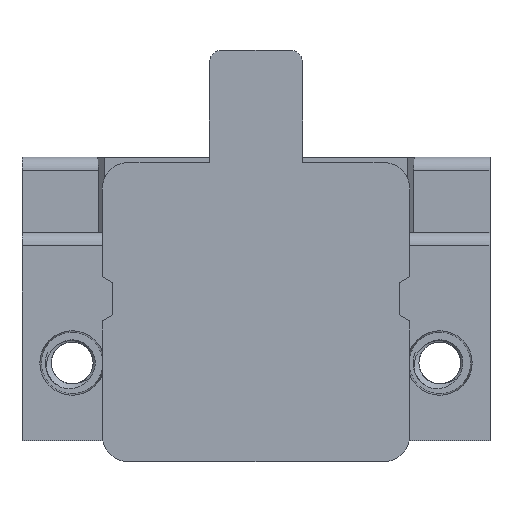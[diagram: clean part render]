
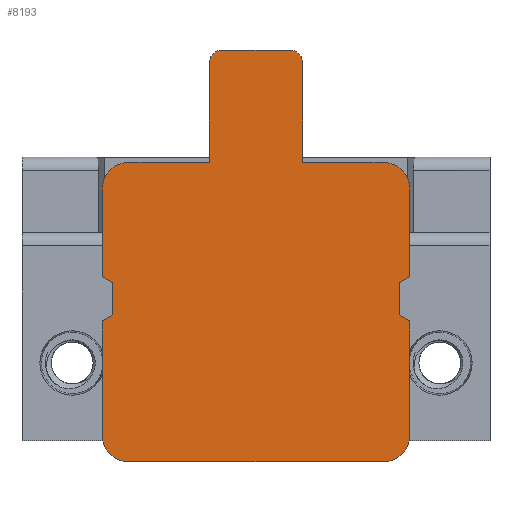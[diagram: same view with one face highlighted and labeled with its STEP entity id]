
A CAD part, front view. The second image highlights one B-rep face of the part: STEP entity #8193.
In plain terms, the highlighted planar face has unit normal (0, -1, 0).
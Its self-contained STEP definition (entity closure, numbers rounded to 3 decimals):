
#391=CIRCLE('',#8883,1.);
#392=CIRCLE('',#8884,0.5);
#393=CIRCLE('',#8885,0.5);
#394=CIRCLE('',#8886,1.);
#395=CIRCLE('',#8887,1.);
#396=CIRCLE('',#8888,1.);
#2489=ORIENTED_EDGE('',*,*,#3740,.F.);
#2490=ORIENTED_EDGE('',*,*,#3749,.F.);
#2491=ORIENTED_EDGE('',*,*,#3750,.T.);
#2492=ORIENTED_EDGE('',*,*,#3751,.F.);
#2493=ORIENTED_EDGE('',*,*,#3752,.F.);
#2494=ORIENTED_EDGE('',*,*,#3753,.T.);
#2495=ORIENTED_EDGE('',*,*,#3754,.T.);
#2496=ORIENTED_EDGE('',*,*,#3755,.T.);
#2497=ORIENTED_EDGE('',*,*,#3756,.T.);
#2498=ORIENTED_EDGE('',*,*,#3757,.T.);
#2499=ORIENTED_EDGE('',*,*,#3758,.T.);
#2500=ORIENTED_EDGE('',*,*,#3759,.T.);
#2501=ORIENTED_EDGE('',*,*,#3760,.T.);
#2502=ORIENTED_EDGE('',*,*,#3761,.T.);
#2503=ORIENTED_EDGE('',*,*,#3762,.T.);
#2504=ORIENTED_EDGE('',*,*,#3763,.T.);
#2505=ORIENTED_EDGE('',*,*,#3764,.T.);
#2506=ORIENTED_EDGE('',*,*,#3765,.F.);
#2507=ORIENTED_EDGE('',*,*,#3766,.T.);
#2508=ORIENTED_EDGE('',*,*,#3747,.F.);
#2509=ORIENTED_EDGE('',*,*,#3745,.F.);
#2510=ORIENTED_EDGE('',*,*,#3743,.F.);
#3740=EDGE_CURVE('',#4518,#4519,#5424,.T.);
#3743=EDGE_CURVE('',#4519,#4520,#5427,.T.);
#3745=EDGE_CURVE('',#4520,#4521,#5429,.T.);
#3747=EDGE_CURVE('',#4521,#4522,#5431,.T.);
#3749=EDGE_CURVE('',#4523,#4518,#5433,.T.);
#3750=EDGE_CURVE('',#4523,#4524,#391,.F.);
#3751=EDGE_CURVE('',#4525,#4524,#5434,.T.);
#3752=EDGE_CURVE('',#4526,#4525,#5435,.T.);
#3753=EDGE_CURVE('',#4526,#4527,#392,.F.);
#3754=EDGE_CURVE('',#4527,#4528,#5436,.T.);
#3755=EDGE_CURVE('',#4528,#4529,#393,.F.);
#3756=EDGE_CURVE('',#4529,#4530,#5437,.T.);
#3757=EDGE_CURVE('',#4530,#4531,#5438,.T.);
#3758=EDGE_CURVE('',#4531,#4532,#394,.F.);
#3759=EDGE_CURVE('',#4532,#4533,#5439,.T.);
#3760=EDGE_CURVE('',#4533,#4534,#5440,.T.);
#3761=EDGE_CURVE('',#4534,#4535,#5441,.T.);
#3762=EDGE_CURVE('',#4535,#4536,#5442,.T.);
#3763=EDGE_CURVE('',#4536,#4537,#5443,.T.);
#3764=EDGE_CURVE('',#4537,#4538,#395,.F.);
#3765=EDGE_CURVE('',#4539,#4538,#5444,.T.);
#3766=EDGE_CURVE('',#4539,#4522,#396,.F.);
#4518=VERTEX_POINT('',#14460);
#4519=VERTEX_POINT('',#14461);
#4520=VERTEX_POINT('',#14466);
#4521=VERTEX_POINT('',#14470);
#4522=VERTEX_POINT('',#14474);
#4523=VERTEX_POINT('',#14478);
#4524=VERTEX_POINT('',#14480);
#4525=VERTEX_POINT('',#14482);
#4526=VERTEX_POINT('',#14484);
#4527=VERTEX_POINT('',#14486);
#4528=VERTEX_POINT('',#14488);
#4529=VERTEX_POINT('',#14490);
#4530=VERTEX_POINT('',#14492);
#4531=VERTEX_POINT('',#14494);
#4532=VERTEX_POINT('',#14496);
#4533=VERTEX_POINT('',#14498);
#4534=VERTEX_POINT('',#14500);
#4535=VERTEX_POINT('',#14502);
#4536=VERTEX_POINT('',#14504);
#4537=VERTEX_POINT('',#14506);
#4538=VERTEX_POINT('',#14508);
#4539=VERTEX_POINT('',#14510);
#5424=LINE('',#14459,#6358);
#5427=LINE('',#14465,#6361);
#5429=LINE('',#14469,#6363);
#5431=LINE('',#14473,#6365);
#5433=LINE('',#14477,#6367);
#5434=LINE('',#14481,#6368);
#5435=LINE('',#14483,#6369);
#5436=LINE('',#14487,#6370);
#5437=LINE('',#14491,#6371);
#5438=LINE('',#14493,#6372);
#5439=LINE('',#14497,#6373);
#5440=LINE('',#14499,#6374);
#5441=LINE('',#14501,#6375);
#5442=LINE('',#14503,#6376);
#5443=LINE('',#14505,#6377);
#5444=LINE('',#14509,#6378);
#6358=VECTOR('',#10968,1000.);
#6361=VECTOR('',#10973,1000.);
#6363=VECTOR('',#10977,1000.);
#6365=VECTOR('',#10981,1000.);
#6367=VECTOR('',#10985,1000.);
#6368=VECTOR('',#10988,1000.);
#6369=VECTOR('',#10989,1000.);
#6370=VECTOR('',#10992,1000.);
#6371=VECTOR('',#10995,1000.);
#6372=VECTOR('',#10996,1000.);
#6373=VECTOR('',#10999,1000.);
#6374=VECTOR('',#11000,1000.);
#6375=VECTOR('',#11001,1000.);
#6376=VECTOR('',#11002,1000.);
#6377=VECTOR('',#11003,1000.);
#6378=VECTOR('',#11006,1000.);
#6902=EDGE_LOOP('',(#2489,#2490,#2491,#2492,#2493,#2494,#2495,#2496,#2497,
#2498,#2499,#2500,#2501,#2502,#2503,#2504,#2505,#2506,#2507,#2508,#2509,
#2510));
#7415=FACE_BOUND('',#6902,.T.);
#7756=PLANE('',#8882);
#8193=ADVANCED_FACE('',(#7415),#7756,.F.);
#8882=AXIS2_PLACEMENT_3D('',#14476,#10983,#10984);
#8883=AXIS2_PLACEMENT_3D('',#14479,#10986,#10987);
#8884=AXIS2_PLACEMENT_3D('',#14485,#10990,#10991);
#8885=AXIS2_PLACEMENT_3D('',#14489,#10993,#10994);
#8886=AXIS2_PLACEMENT_3D('',#14495,#10997,#10998);
#8887=AXIS2_PLACEMENT_3D('',#14507,#11004,#11005);
#8888=AXIS2_PLACEMENT_3D('',#14511,#11007,#11008);
#10968=DIRECTION('',(-0.867,0.,-0.498));
#10973=DIRECTION('',(0.,0.,-1.));
#10977=DIRECTION('',(0.867,0.,-0.498));
#10981=DIRECTION('',(0.,0.,-1.));
#10983=DIRECTION('',(0.,1.,0.));
#10984=DIRECTION('',(0.,0.,1.));
#10985=DIRECTION('',(0.,0.,-1.));
#10986=DIRECTION('',(0.,1.,0.));
#10987=DIRECTION('',(0.,0.,1.));
#10988=DIRECTION('',(1.,0.,0.));
#10989=DIRECTION('',(0.,0.,-1.));
#10990=DIRECTION('',(0.,1.,0.));
#10991=DIRECTION('',(0.,0.,1.));
#10992=DIRECTION('',(-1.,0.,0.));
#10993=DIRECTION('',(0.,1.,0.));
#10994=DIRECTION('',(0.,0.,1.));
#10995=DIRECTION('',(0.,0.,-1.));
#10996=DIRECTION('',(-1.,0.,0.));
#10997=DIRECTION('',(0.,1.,0.));
#10998=DIRECTION('',(0.,0.,1.));
#10999=DIRECTION('',(0.,0.,-1.));
#11000=DIRECTION('',(0.867,0.,-0.498));
#11001=DIRECTION('',(0.,0.,-1.));
#11002=DIRECTION('',(-0.867,0.,-0.498));
#11003=DIRECTION('',(0.,0.,-1.));
#11004=DIRECTION('',(0.,1.,0.));
#11005=DIRECTION('',(0.,0.,1.));
#11006=DIRECTION('',(-1.,0.,0.));
#11007=DIRECTION('',(0.,1.,0.));
#11008=DIRECTION('',(0.,0.,1.));
#14459=CARTESIAN_POINT('',(5.75,-0.5,-0.77));
#14460=CARTESIAN_POINT('',(5.75,-0.5,-0.77));
#14461=CARTESIAN_POINT('',(5.35,-0.5,-1.));
#14465=CARTESIAN_POINT('',(5.35,-0.5,7.7));
#14466=CARTESIAN_POINT('',(5.35,-0.5,-2.2));
#14469=CARTESIAN_POINT('',(5.35,-0.5,-2.2));
#14470=CARTESIAN_POINT('',(5.75,-0.5,-2.43));
#14473=CARTESIAN_POINT('',(5.75,-0.5,7.7));
#14474=CARTESIAN_POINT('',(5.75,-0.5,-6.7));
#14476=CARTESIAN_POINT('',(5.75,-0.5,7.7));
#14477=CARTESIAN_POINT('',(5.75,-0.5,7.7));
#14478=CARTESIAN_POINT('',(5.75,-0.5,2.5));
#14479=CARTESIAN_POINT('',(4.75,-0.5,2.5));
#14480=CARTESIAN_POINT('',(4.75,-0.5,3.5));
#14481=CARTESIAN_POINT('',(1.75,-0.5,3.5));
#14482=CARTESIAN_POINT('',(1.75,-0.5,3.5));
#14483=CARTESIAN_POINT('',(1.75,-0.5,7.7));
#14484=CARTESIAN_POINT('',(1.75,-0.5,7.2));
#14485=CARTESIAN_POINT('',(1.25,-0.5,7.2));
#14486=CARTESIAN_POINT('',(1.25,-0.5,7.7));
#14487=CARTESIAN_POINT('',(5.75,-0.5,7.7));
#14488=CARTESIAN_POINT('',(-1.25,-0.5,7.7));
#14489=CARTESIAN_POINT('',(-1.25,-0.5,7.2));
#14490=CARTESIAN_POINT('',(-1.75,-0.5,7.2));
#14491=CARTESIAN_POINT('',(-1.75,-0.5,7.7));
#14492=CARTESIAN_POINT('',(-1.75,-0.5,3.5));
#14493=CARTESIAN_POINT('',(-1.75,-0.5,3.5));
#14494=CARTESIAN_POINT('',(-4.75,-0.5,3.5));
#14495=CARTESIAN_POINT('',(-4.75,-0.5,2.5));
#14496=CARTESIAN_POINT('',(-5.75,-0.5,2.5));
#14497=CARTESIAN_POINT('',(-5.75,-0.5,7.7));
#14498=CARTESIAN_POINT('',(-5.75,-0.5,-0.77));
#14499=CARTESIAN_POINT('',(-5.75,-0.5,-0.77));
#14500=CARTESIAN_POINT('',(-5.35,-0.5,-1.));
#14501=CARTESIAN_POINT('',(-5.35,-0.5,-1.));
#14502=CARTESIAN_POINT('',(-5.35,-0.5,-2.2));
#14503=CARTESIAN_POINT('',(-5.35,-0.5,-2.2));
#14504=CARTESIAN_POINT('',(-5.75,-0.5,-2.43));
#14505=CARTESIAN_POINT('',(-5.75,-0.5,7.7));
#14506=CARTESIAN_POINT('',(-5.75,-0.5,-6.7));
#14507=CARTESIAN_POINT('',(-4.75,-0.5,-6.7));
#14508=CARTESIAN_POINT('',(-4.75,-0.5,-7.7));
#14509=CARTESIAN_POINT('',(5.75,-0.5,-7.7));
#14510=CARTESIAN_POINT('',(4.75,-0.5,-7.7));
#14511=CARTESIAN_POINT('',(4.75,-0.5,-6.7));
